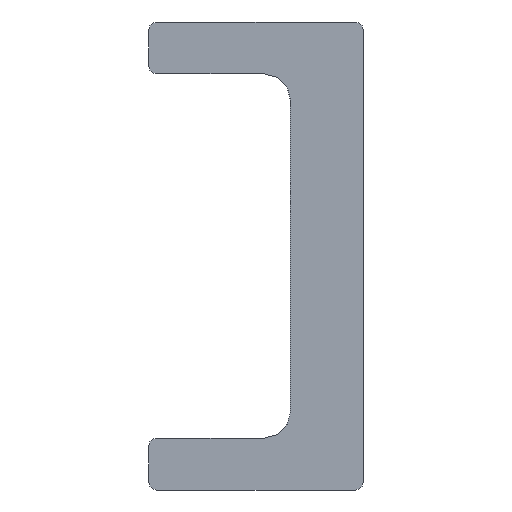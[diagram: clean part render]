
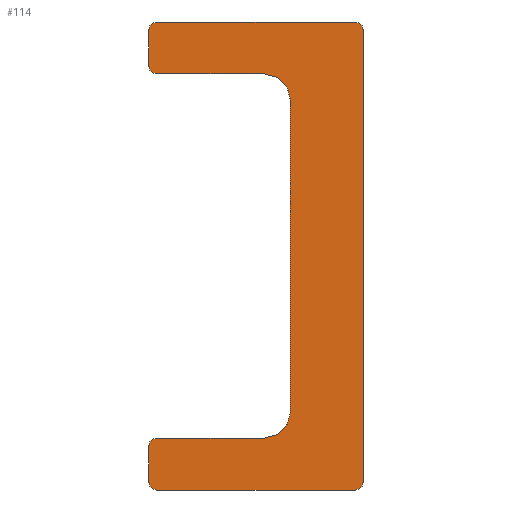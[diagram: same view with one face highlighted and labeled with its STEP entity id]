
A CAD part, front view. The second image highlights one B-rep face of the part: STEP entity #114.
In plain terms, the highlighted planar face has unit normal (0, -1, 0).
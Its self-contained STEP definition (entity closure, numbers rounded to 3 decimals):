
#114 = ADVANCED_FACE( '', ( #296 ), #297, .F. );
#296 = FACE_OUTER_BOUND( '', #637, .T. );
#297 = PLANE( '', #638 );
#637 = EDGE_LOOP( '', ( #993, #994, #995, #996, #997, #998, #999, #1000, #1001, #1002, #1003, #1004, #1005, #1006, #1007, #1008 ) );
#638 = AXIS2_PLACEMENT_3D( '', #1009, #1010, #1011 );
#993 = ORIENTED_EDGE( '', *, *, #1543, .F. );
#994 = ORIENTED_EDGE( '', *, *, #1544, .T. );
#995 = ORIENTED_EDGE( '', *, *, #1527, .F. );
#996 = ORIENTED_EDGE( '', *, *, #1545, .T. );
#997 = ORIENTED_EDGE( '', *, *, #1546, .F. );
#998 = ORIENTED_EDGE( '', *, *, #1540, .T. );
#999 = ORIENTED_EDGE( '', *, *, #1547, .F. );
#1000 = ORIENTED_EDGE( '', *, *, #1521, .T. );
#1001 = ORIENTED_EDGE( '', *, *, #1548, .F. );
#1002 = ORIENTED_EDGE( '', *, *, #1549, .T. );
#1003 = ORIENTED_EDGE( '', *, *, #1550, .F. );
#1004 = ORIENTED_EDGE( '', *, *, #1551, .T. );
#1005 = ORIENTED_EDGE( '', *, *, #1552, .F. );
#1006 = ORIENTED_EDGE( '', *, *, #1553, .T. );
#1007 = ORIENTED_EDGE( '', *, *, #1554, .F. );
#1008 = ORIENTED_EDGE( '', *, *, #1555, .T. );
#1009 = CARTESIAN_POINT( '', ( -4.125, 0., 9. ) );
#1010 = DIRECTION( '', ( 0., 1., 0. ) );
#1011 = DIRECTION( '', ( 0., 0., 1. ) );
#1521 = EDGE_CURVE( '', #1730, #1728, #1731, .T. );
#1527 = EDGE_CURVE( '', #1739, #1740, #1741, .T. );
#1540 = EDGE_CURVE( '', #1763, #1761, #1764, .F. );
#1543 = EDGE_CURVE( '', #1767, #1768, #1769, .T. );
#1544 = EDGE_CURVE( '', #1767, #1740, #1770, .F. );
#1545 = EDGE_CURVE( '', #1739, #1771, #1772, .F. );
#1546 = EDGE_CURVE( '', #1763, #1771, #1773, .T. );
#1547 = EDGE_CURVE( '', #1730, #1761, #1774, .T. );
#1548 = EDGE_CURVE( '', #1775, #1728, #1776, .T. );
#1549 = EDGE_CURVE( '', #1775, #1777, #1778, .T. );
#1550 = EDGE_CURVE( '', #1779, #1777, #1780, .T. );
#1551 = EDGE_CURVE( '', #1779, #1781, #1782, .F. );
#1552 = EDGE_CURVE( '', #1783, #1781, #1784, .T. );
#1553 = EDGE_CURVE( '', #1783, #1785, #1786, .F. );
#1554 = EDGE_CURVE( '', #1787, #1785, #1788, .T. );
#1555 = EDGE_CURVE( '', #1787, #1768, #1789, .F. );
#1728 = VERTEX_POINT( '', #2046 );
#1730 = VERTEX_POINT( '', #2049 );
#1731 = CIRCLE( '', #2050, 1. );
#1739 = VERTEX_POINT( '', #2059 );
#1740 = VERTEX_POINT( '', #2060 );
#1741 = LINE( '', #2061, #2062 );
#1761 = VERTEX_POINT( '', #2085 );
#1763 = VERTEX_POINT( '', #2088 );
#1764 = CIRCLE( '', #2089, 0.3 );
#1767 = VERTEX_POINT( '', #2093 );
#1768 = VERTEX_POINT( '', #2094 );
#1769 = LINE( '', #2095, #2096 );
#1770 = CIRCLE( '', #2097, 0.3 );
#1771 = VERTEX_POINT( '', #2098 );
#1772 = CIRCLE( '', #2099, 0.3 );
#1773 = LINE( '', #2100, #2101 );
#1774 = LINE( '', #2102, #2103 );
#1775 = VERTEX_POINT( '', #2104 );
#1776 = LINE( '', #2105, #2106 );
#1777 = VERTEX_POINT( '', #2107 );
#1778 = CIRCLE( '', #2108, 1. );
#1779 = VERTEX_POINT( '', #2109 );
#1780 = LINE( '', #2110, #2111 );
#1781 = VERTEX_POINT( '', #2112 );
#1782 = CIRCLE( '', #2113, 0.3 );
#1783 = VERTEX_POINT( '', #2114 );
#1784 = LINE( '', #2115, #2116 );
#1785 = VERTEX_POINT( '', #2117 );
#1786 = CIRCLE( '', #2118, 0.3 );
#1787 = VERTEX_POINT( '', #2119 );
#1788 = LINE( '', #2120, #2121 );
#1789 = CIRCLE( '', #2122, 0.3 );
#2046 = CARTESIAN_POINT( '', ( 1.325, 0., 6. ) );
#2049 = CARTESIAN_POINT( '', ( 0.325, 0., 7. ) );
#2050 = AXIS2_PLACEMENT_3D( '', #2396, #2397, #2398 );
#2059 = CARTESIAN_POINT( '', ( -3.825, 0., 9. ) );
#2060 = CARTESIAN_POINT( '', ( 3.825, 0., 9. ) );
#2061 = CARTESIAN_POINT( '', ( -4.125, 0., 9. ) );
#2062 = VECTOR( '', #2406, 1000. );
#2085 = CARTESIAN_POINT( '', ( -3.825, 0., 7. ) );
#2088 = CARTESIAN_POINT( '', ( -4.125, 0., 7.3 ) );
#2089 = AXIS2_PLACEMENT_3D( '', #2426, #2427, #2428 );
#2093 = CARTESIAN_POINT( '', ( 4.125, 0., 8.7 ) );
#2094 = CARTESIAN_POINT( '', ( 4.125, 0., -8.7 ) );
#2095 = CARTESIAN_POINT( '', ( 4.125, 0., 9. ) );
#2096 = VECTOR( '', #2430, 1000. );
#2097 = AXIS2_PLACEMENT_3D( '', #2431, #2432, #2433 );
#2098 = CARTESIAN_POINT( '', ( -4.125, 0., 8.7 ) );
#2099 = AXIS2_PLACEMENT_3D( '', #2434, #2435, #2436 );
#2100 = CARTESIAN_POINT( '', ( -4.125, 0., -9. ) );
#2101 = VECTOR( '', #2437, 1000. );
#2102 = CARTESIAN_POINT( '', ( -4.125, 0., 7. ) );
#2103 = VECTOR( '', #2438, 1000. );
#2104 = CARTESIAN_POINT( '', ( 1.325, 0., -6. ) );
#2105 = CARTESIAN_POINT( '', ( 1.325, 0., 7. ) );
#2106 = VECTOR( '', #2439, 1000. );
#2107 = CARTESIAN_POINT( '', ( 0.325, 0., -7. ) );
#2108 = AXIS2_PLACEMENT_3D( '', #2440, #2441, #2442 );
#2109 = CARTESIAN_POINT( '', ( -3.825, 0., -7. ) );
#2110 = CARTESIAN_POINT( '', ( 1.325, 0., -7. ) );
#2111 = VECTOR( '', #2443, 1000. );
#2112 = CARTESIAN_POINT( '', ( -4.125, 0., -7.3 ) );
#2113 = AXIS2_PLACEMENT_3D( '', #2444, #2445, #2446 );
#2114 = CARTESIAN_POINT( '', ( -4.125, 0., -8.7 ) );
#2115 = CARTESIAN_POINT( '', ( -4.125, 0., -9. ) );
#2116 = VECTOR( '', #2447, 1000. );
#2117 = CARTESIAN_POINT( '', ( -3.825, 0., -9. ) );
#2118 = AXIS2_PLACEMENT_3D( '', #2448, #2449, #2450 );
#2119 = CARTESIAN_POINT( '', ( 3.825, 0., -9. ) );
#2120 = CARTESIAN_POINT( '', ( 4.125, 0., -9. ) );
#2121 = VECTOR( '', #2451, 1000. );
#2122 = AXIS2_PLACEMENT_3D( '', #2452, #2453, #2454 );
#2396 = CARTESIAN_POINT( '', ( 0.325, 0., 6. ) );
#2397 = DIRECTION( '', ( 0., 1., 0. ) );
#2398 = DIRECTION( '', ( 0., 0., 1. ) );
#2406 = DIRECTION( '', ( 1., 0., 0. ) );
#2426 = CARTESIAN_POINT( '', ( -3.825, 0., 7.3 ) );
#2427 = DIRECTION( '', ( 0., 1., 0. ) );
#2428 = DIRECTION( '', ( 0., 0., 1. ) );
#2430 = DIRECTION( '', ( 0., 0., -1. ) );
#2431 = CARTESIAN_POINT( '', ( 3.825, 0., 8.7 ) );
#2432 = DIRECTION( '', ( 0., 1., 0. ) );
#2433 = DIRECTION( '', ( 0., 0., 1. ) );
#2434 = CARTESIAN_POINT( '', ( -3.825, 0., 8.7 ) );
#2435 = DIRECTION( '', ( 0., 1., 0. ) );
#2436 = DIRECTION( '', ( 0., 0., 1. ) );
#2437 = DIRECTION( '', ( 0., 0., 1. ) );
#2438 = DIRECTION( '', ( -1., 0., 0. ) );
#2439 = DIRECTION( '', ( 0., 0., 1. ) );
#2440 = CARTESIAN_POINT( '', ( 0.325, 0., -6. ) );
#2441 = DIRECTION( '', ( 0., 1., 0. ) );
#2442 = DIRECTION( '', ( 0., 0., 1. ) );
#2443 = DIRECTION( '', ( 1., 0., 0. ) );
#2444 = CARTESIAN_POINT( '', ( -3.825, 0., -7.3 ) );
#2445 = DIRECTION( '', ( 0., 1., 0. ) );
#2446 = DIRECTION( '', ( 0., 0., 1. ) );
#2447 = DIRECTION( '', ( 0., 0., 1. ) );
#2448 = CARTESIAN_POINT( '', ( -3.825, 0., -8.7 ) );
#2449 = DIRECTION( '', ( 0., 1., 0. ) );
#2450 = DIRECTION( '', ( 0., 0., 1. ) );
#2451 = DIRECTION( '', ( -1., 0., 0. ) );
#2452 = CARTESIAN_POINT( '', ( 3.825, 0., -8.7 ) );
#2453 = DIRECTION( '', ( 0., 1., 0. ) );
#2454 = DIRECTION( '', ( 0., 0., 1. ) );
